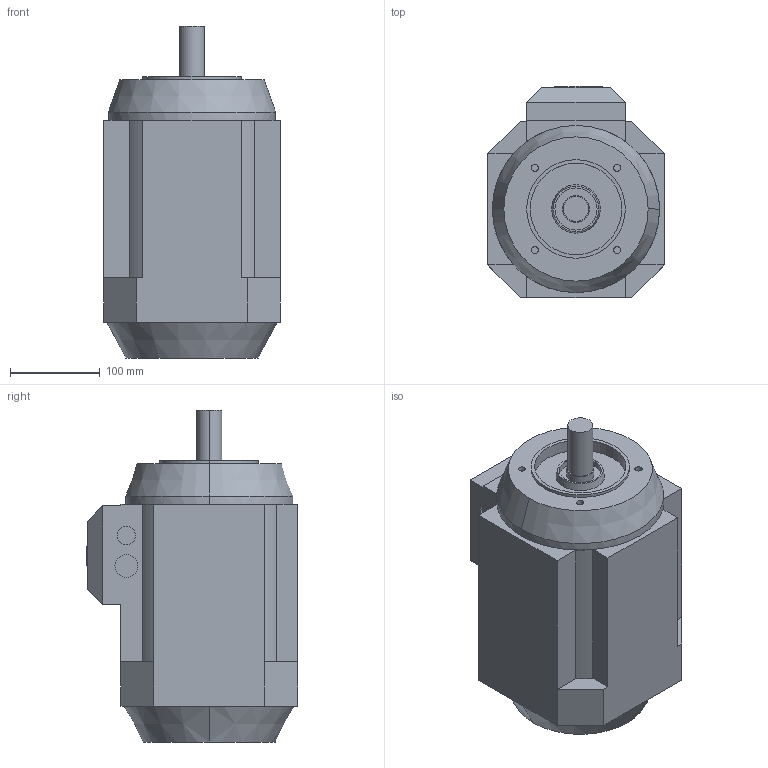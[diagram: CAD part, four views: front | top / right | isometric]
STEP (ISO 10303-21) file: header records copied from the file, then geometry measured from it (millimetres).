
FILE_DESCRIPTION(/* description */ (''),/* implementation_level */ '2;1');
FILE_NAME(/* name */ 'M3AA IE2 100LD B14.stp',/* time_stamp */ '2015-06-29T13:35:38+02:00',/* author */ (''),/* organization */ (''),/* preprocessor_version */ 'ST-DEVELOPER v14',/* originating_system */ 'SIEMENS PLM Software NX 8.0',/* authorisation */ '');
FILE_SCHEMA (('AUTOMOTIVE_DESIGN { 1 0 10303 214 3 1 1 1 }'));
Length unit declared in the file: millimetre
Products named in the file (1): CAD 3D M3AA-M2AA 100 LD, IM B14 _E gener.__igs
Bounding box: 197 x 235.5 x 370.5 mm (x, y, z)
Volume: 9931243.7 mm3; surface area: 300305.3 mm2
Topology: 1 solids, 1 shells, 161 faces, 378 edges, 246 vertices
Faces by surface type: plane 113, cylinder 32, bspline 10, cone 6
Entity records: 4722 total; most frequent: CARTESIAN_POINT 984, ORIENTED_EDGE 756, DIRECTION 744, EDGE_CURVE 378, LINE 276, VECTOR 276, VERTEX_POINT 246, AXIS2_PLACEMENT_3D 234
